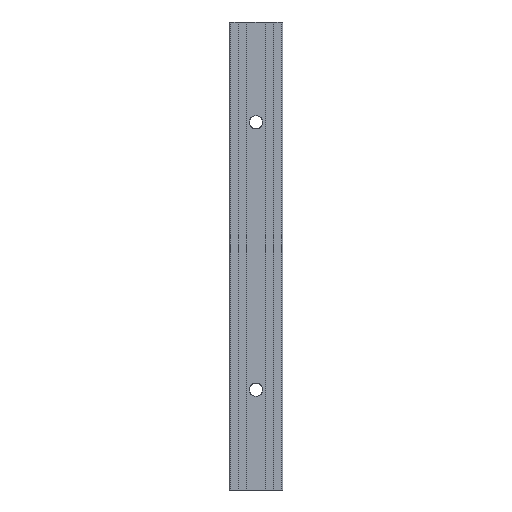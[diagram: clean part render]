
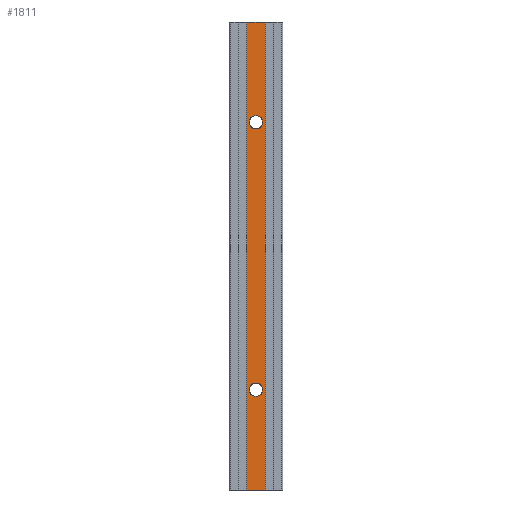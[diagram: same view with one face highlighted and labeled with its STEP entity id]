
A CAD part, left-side view. The second image highlights one B-rep face of the part: STEP entity #1811.
In plain terms, the highlighted planar face has unit normal (-1, 0, 0).
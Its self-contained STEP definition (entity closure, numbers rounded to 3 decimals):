
#33 = FACE_OUTER_BOUND ( 'NONE', #3620, .T. ) ;
#170 = VECTOR ( 'NONE', #934, 1000. ) ;
#361 = DIRECTION ( 'NONE',  ( 1., 0., 0. ) ) ;
#435 = CIRCLE ( 'NONE', #1937, 5. ) ;
#722 = CARTESIAN_POINT ( 'NONE',  ( -10., 7., -175. ) ) ;
#758 = LINE ( 'NONE', #2493, #1071 ) ;
#913 = AXIS2_PLACEMENT_3D ( 'NONE', #1060, #3906, #1462 ) ;
#932 = VERTEX_POINT ( 'NONE', #2804 ) ;
#934 = DIRECTION ( 'NONE',  ( 0., 0., -1. ) ) ;
#1001 = DIRECTION ( 'NONE',  ( 0., -1., 0. ) ) ;
#1060 = CARTESIAN_POINT ( 'NONE',  ( -10., 7., -175. ) ) ;
#1071 = VECTOR ( 'NONE', #4645, 1000. ) ;
#1102 = ORIENTED_EDGE ( 'NONE', *, *, #3934, .T. ) ;
#1332 = CARTESIAN_POINT ( 'NONE',  ( -10., 0., -100. ) ) ;
#1333 = CIRCLE ( 'NONE', #4218, 5. ) ;
#1382 = CARTESIAN_POINT ( 'NONE',  ( -10., 6.9, 175. ) ) ;
#1439 = EDGE_CURVE ( 'NONE', #3917, #1783, #758, .T. ) ;
#1462 = DIRECTION ( 'NONE',  ( 0., -1., 0. ) ) ;
#1557 = VECTOR ( 'NONE', #1001, 1000. ) ;
#1565 = VECTOR ( 'NONE', #3352, 1000. ) ;
#1649 = ORIENTED_EDGE ( 'NONE', *, *, #4660, .T. ) ;
#1706 = AXIS2_PLACEMENT_3D ( 'NONE', #4530, #3864, #3489 ) ;
#1718 = EDGE_CURVE ( 'NONE', #3917, #4106, #3414, .T. ) ;
#1783 = VERTEX_POINT ( 'NONE', #3478 ) ;
#1811 = ADVANCED_FACE ( 'NONE', ( #2108, #4333, #33 ), #2818, .T. ) ;
#1937 = AXIS2_PLACEMENT_3D ( 'NONE', #1332, #2715, #2785 ) ;
#2015 = CARTESIAN_POINT ( 'NONE',  ( -10., -5., -100. ) ) ;
#2090 = CIRCLE ( 'NONE', #1706, 5. ) ;
#2108 = FACE_BOUND ( 'NONE', #2574, .T. ) ;
#2322 = CARTESIAN_POINT ( 'NONE',  ( -10., -6.9, -175. ) ) ;
#2490 = DIRECTION ( 'NONE',  ( 0., 1., 0. ) ) ;
#2493 = CARTESIAN_POINT ( 'NONE',  ( -10., 7., 175. ) ) ;
#2541 = EDGE_CURVE ( 'NONE', #2619, #932, #2090, .T. ) ;
#2568 = ORIENTED_EDGE ( 'NONE', *, *, #2682, .T. ) ;
#2574 = EDGE_LOOP ( 'NONE', ( #4607, #1649 ) ) ;
#2615 = CARTESIAN_POINT ( 'NONE',  ( -10., 0., -100. ) ) ;
#2619 = VERTEX_POINT ( 'NONE', #3160 ) ;
#2665 = ORIENTED_EDGE ( 'NONE', *, *, #1439, .F. ) ;
#2682 = EDGE_CURVE ( 'NONE', #4106, #2945, #4252, .T. ) ;
#2715 = DIRECTION ( 'NONE',  ( 1., 0., 0. ) ) ;
#2785 = DIRECTION ( 'NONE',  ( 0., -1., 0. ) ) ;
#2804 = CARTESIAN_POINT ( 'NONE',  ( -10., -5., 100. ) ) ;
#2818 = PLANE ( 'NONE',  #913 ) ;
#2873 = VERTEX_POINT ( 'NONE', #2015 ) ;
#2945 = VERTEX_POINT ( 'NONE', #2322 ) ;
#3040 = CARTESIAN_POINT ( 'NONE',  ( -10., 6.9, -175. ) ) ;
#3160 = CARTESIAN_POINT ( 'NONE',  ( -10., 5., 100. ) ) ;
#3243 = AXIS2_PLACEMENT_3D ( 'NONE', #4269, #361, #2490 ) ;
#3303 = CARTESIAN_POINT ( 'NONE',  ( -10., -6.9, -175. ) ) ;
#3352 = DIRECTION ( 'NONE',  ( 0., 0., 1. ) ) ;
#3414 = LINE ( 'NONE', #4215, #170 ) ;
#3478 = CARTESIAN_POINT ( 'NONE',  ( -10., -6.9, 175. ) ) ;
#3489 = DIRECTION ( 'NONE',  ( 0., 1., 0. ) ) ;
#3525 = VERTEX_POINT ( 'NONE', #4004 ) ;
#3620 = EDGE_LOOP ( 'NONE', ( #2568, #1102, #2665, #3888 ) ) ;
#3729 = LINE ( 'NONE', #3303, #1565 ) ;
#3757 = EDGE_CURVE ( 'NONE', #2873, #3525, #435, .T. ) ;
#3864 = DIRECTION ( 'NONE',  ( 1., 0., 0. ) ) ;
#3888 = ORIENTED_EDGE ( 'NONE', *, *, #1718, .T. ) ;
#3906 = DIRECTION ( 'NONE',  ( -1., 0., 0. ) ) ;
#3917 = VERTEX_POINT ( 'NONE', #1382 ) ;
#3934 = EDGE_CURVE ( 'NONE', #2945, #1783, #3729, .T. ) ;
#3958 = EDGE_CURVE ( 'NONE', #3525, #2873, #1333, .T. ) ;
#4004 = CARTESIAN_POINT ( 'NONE',  ( -10., 5., -100. ) ) ;
#4066 = DIRECTION ( 'NONE',  ( 0., -1., 0. ) ) ;
#4106 = VERTEX_POINT ( 'NONE', #3040 ) ;
#4215 = CARTESIAN_POINT ( 'NONE',  ( -10., 6.9, -175. ) ) ;
#4218 = AXIS2_PLACEMENT_3D ( 'NONE', #2615, #4415, #4066 ) ;
#4252 = LINE ( 'NONE', #722, #1557 ) ;
#4269 = CARTESIAN_POINT ( 'NONE',  ( -10., 0., 100. ) ) ;
#4298 = CIRCLE ( 'NONE', #3243, 5. ) ;
#4333 = FACE_BOUND ( 'NONE', #4352, .T. ) ;
#4352 = EDGE_LOOP ( 'NONE', ( #4412, #4634 ) ) ;
#4412 = ORIENTED_EDGE ( 'NONE', *, *, #3958, .T. ) ;
#4415 = DIRECTION ( 'NONE',  ( 1., 0., 0. ) ) ;
#4530 = CARTESIAN_POINT ( 'NONE',  ( -10., 0., 100. ) ) ;
#4607 = ORIENTED_EDGE ( 'NONE', *, *, #2541, .T. ) ;
#4634 = ORIENTED_EDGE ( 'NONE', *, *, #3757, .T. ) ;
#4645 = DIRECTION ( 'NONE',  ( 0., -1., 0. ) ) ;
#4660 = EDGE_CURVE ( 'NONE', #932, #2619, #4298, .T. ) ;
